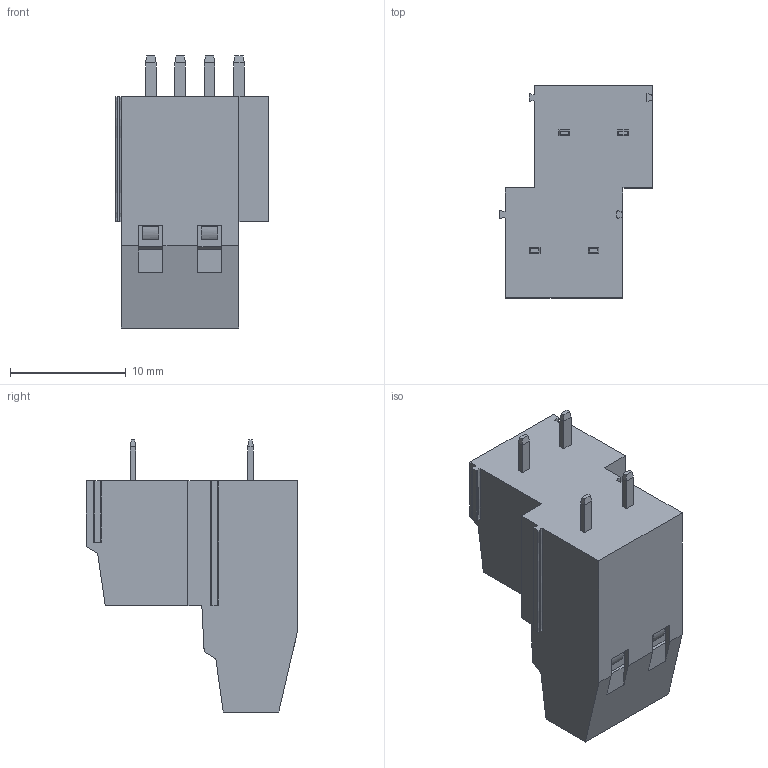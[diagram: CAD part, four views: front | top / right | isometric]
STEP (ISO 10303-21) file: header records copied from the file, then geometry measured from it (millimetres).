
FILE_DESCRIPTION( ('This file contains a STEP AP42 implementation' ,'as created by ZW3D STEP Interface translator.') ,'2;1' );
FILE_NAME( 'WJA508-5.08-2x02P.stp' ,'221116.103423', (''), ('ZWCAD Software Co.'), 'Version 1.0', 'ZW3D to STEP translator', '' );
FILE_SCHEMA(('AUTOMOTIVE_DESIGN'));
Length unit declared in the file: millimetre
Products named in the file (2): 0; WJA508-508-08P
Bounding box: 13.2 x 18.3 x 23.5 mm (x, y, z)
Volume: 2186.7 mm3; surface area: 2683.4 mm2
Topology: 1 solids, 1 shells, 555 faces, 1463 edges, 928 vertices
Faces by surface type: bspline 555
Entity records: 36575 total; most frequent: CARTESIAN_POINT 27394, ORIENTED_EDGE 2920, EDGE_CURVE 1459, B_SPLINE_CURVE_WITH_KNOTS 1212, VERTEX_POINT 928, EDGE_LOOP 586, FACE_OUTER_BOUND 555, ADVANCED_FACE 555
